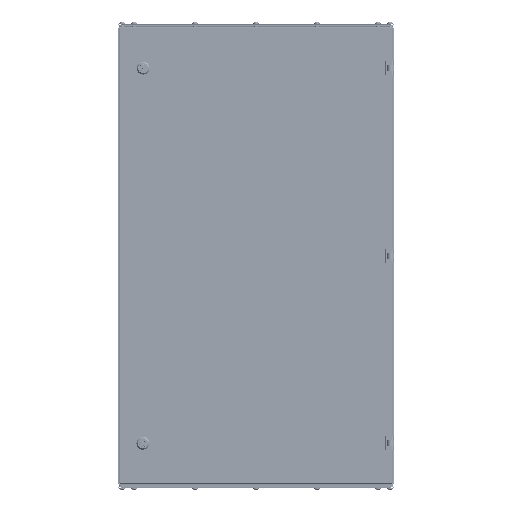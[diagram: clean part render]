
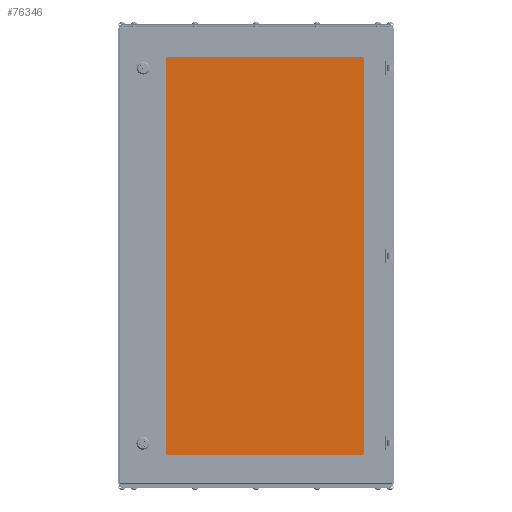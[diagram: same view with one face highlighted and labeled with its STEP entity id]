
A CAD part, top view. The second image highlights one B-rep face of the part: STEP entity #76346.
In plain terms, the highlighted planar face has unit normal (0, 0, 1).
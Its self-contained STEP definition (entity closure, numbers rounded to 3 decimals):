
#486 = VECTOR ( 'NONE', #64383, 1000. ) ;
#702 = VERTEX_POINT ( 'NONE', #23935 ) ;
#816 = ORIENTED_EDGE ( 'NONE', *, *, #45452, .T. ) ;
#5620 = AXIS2_PLACEMENT_3D ( 'NONE', #7712, #44070, #78523 ) ;
#5852 = ORIENTED_EDGE ( 'NONE', *, *, #51957, .T. ) ;
#7472 = VECTOR ( 'NONE', #30565, 1000. ) ;
#7612 = ORIENTED_EDGE ( 'NONE', *, *, #87995, .T. ) ;
#7712 = CARTESIAN_POINT ( 'NONE',  ( -217.75, 435.5, 4. ) ) ;
#8173 = DIRECTION ( 'NONE',  ( 0., 0., 1. ) ) ;
#8405 = CARTESIAN_POINT ( 'NONE',  ( -227.75, -445.5, 4. ) ) ;
#12113 = CIRCLE ( 'NONE', #42269, 10. ) ;
#13148 = CARTESIAN_POINT ( 'NONE',  ( -217.75, -445.5, 4. ) ) ;
#13834 = DIRECTION ( 'NONE',  ( -1., 0., 0. ) ) ;
#18616 = CARTESIAN_POINT ( 'NONE',  ( 0., 0., 4. ) ) ;
#20079 = DIRECTION ( 'NONE',  ( 0., 0., 1. ) ) ;
#20928 = VERTEX_POINT ( 'NONE', #13148 ) ;
#23935 = CARTESIAN_POINT ( 'NONE',  ( 217.75, 445.5, 4. ) ) ;
#24715 = VERTEX_POINT ( 'NONE', #49286 ) ;
#25269 = VERTEX_POINT ( 'NONE', #49419 ) ;
#25279 = DIRECTION ( 'NONE',  ( 0., 0., -1. ) ) ;
#28985 = AXIS2_PLACEMENT_3D ( 'NONE', #71227, #79704, #78305 ) ;
#29010 = DIRECTION ( 'NONE',  ( -1., 0., 0. ) ) ;
#30565 = DIRECTION ( 'NONE',  ( 1., 0., 0. ) ) ;
#31238 = EDGE_CURVE ( 'NONE', #702, #60382, #43137, .T. ) ;
#32247 = CARTESIAN_POINT ( 'NONE',  ( 217.75, -445.5, 4. ) ) ;
#32989 = ORIENTED_EDGE ( 'NONE', *, *, #33224, .T. ) ;
#33224 = EDGE_CURVE ( 'NONE', #80590, #702, #84801, .T. ) ;
#34745 = ORIENTED_EDGE ( 'NONE', *, *, #36691, .T. ) ;
#36061 = CARTESIAN_POINT ( 'NONE',  ( 217.75, -435.5, 4. ) ) ;
#36503 = EDGE_LOOP ( 'NONE', ( #34745, #816, #73235, #32989, #65905, #85325, #5852, #7612 ) ) ;
#36691 = EDGE_CURVE ( 'NONE', #20928, #67875, #86290, .T. ) ;
#37695 = CARTESIAN_POINT ( 'NONE',  ( 227.75, -445.5, 4. ) ) ;
#42269 = AXIS2_PLACEMENT_3D ( 'NONE', #79534, #20079, #29010 ) ;
#42779 = AXIS2_PLACEMENT_3D ( 'NONE', #36061, #8173, #13834 ) ;
#43137 = LINE ( 'NONE', #57727, #486 ) ;
#43626 = CARTESIAN_POINT ( 'NONE',  ( -227.75, -445.5, 4. ) ) ;
#44070 = DIRECTION ( 'NONE',  ( 0., 0., 1. ) ) ;
#45452 = EDGE_CURVE ( 'NONE', #67875, #75560, #65322, .T. ) ;
#47000 = PLANE ( 'NONE',  #60999 ) ;
#47834 = CIRCLE ( 'NONE', #5620, 10. ) ;
#48331 = VECTOR ( 'NONE', #51831, 1000. ) ;
#49286 = CARTESIAN_POINT ( 'NONE',  ( -227.75, 435.5, 4. ) ) ;
#49381 = VECTOR ( 'NONE', #72394, 1000. ) ;
#49419 = CARTESIAN_POINT ( 'NONE',  ( -227.75, -435.5, 4. ) ) ;
#50717 = LINE ( 'NONE', #43626, #49381 ) ;
#51831 = DIRECTION ( 'NONE',  ( 0., 1., 0. ) ) ;
#51957 = EDGE_CURVE ( 'NONE', #24715, #25269, #50717, .T. ) ;
#52327 = LINE ( 'NONE', #37695, #48331 ) ;
#57727 = CARTESIAN_POINT ( 'NONE',  ( -227.75, 445.5, 4. ) ) ;
#60382 = VERTEX_POINT ( 'NONE', #73615 ) ;
#60999 = AXIS2_PLACEMENT_3D ( 'NONE', #18616, #25279, #75731 ) ;
#64383 = DIRECTION ( 'NONE',  ( -1., 0., 0. ) ) ;
#65322 = CIRCLE ( 'NONE', #42779, 10. ) ;
#65905 = ORIENTED_EDGE ( 'NONE', *, *, #31238, .T. ) ;
#67875 = VERTEX_POINT ( 'NONE', #32247 ) ;
#71227 = CARTESIAN_POINT ( 'NONE',  ( 217.75, 435.5, 4. ) ) ;
#72394 = DIRECTION ( 'NONE',  ( 0., -1., 0. ) ) ;
#73235 = ORIENTED_EDGE ( 'NONE', *, *, #90070, .T. ) ;
#73576 = CARTESIAN_POINT ( 'NONE',  ( 227.75, 435.5, 4. ) ) ;
#73615 = CARTESIAN_POINT ( 'NONE',  ( -217.75, 445.5, 4. ) ) ;
#75057 = EDGE_CURVE ( 'NONE', #60382, #24715, #47834, .T. ) ;
#75560 = VERTEX_POINT ( 'NONE', #92389 ) ;
#75731 = DIRECTION ( 'NONE',  ( -1., 0., 0. ) ) ;
#76346 = ADVANCED_FACE ( 'NONE', ( #89971 ), #47000, .F. ) ;
#78305 = DIRECTION ( 'NONE',  ( -1., 0., 0. ) ) ;
#78523 = DIRECTION ( 'NONE',  ( -1., 0., 0. ) ) ;
#79534 = CARTESIAN_POINT ( 'NONE',  ( -217.75, -435.5, 4. ) ) ;
#79704 = DIRECTION ( 'NONE',  ( 0., 0., 1. ) ) ;
#80590 = VERTEX_POINT ( 'NONE', #73576 ) ;
#84801 = CIRCLE ( 'NONE', #28985, 10. ) ;
#85325 = ORIENTED_EDGE ( 'NONE', *, *, #75057, .T. ) ;
#86290 = LINE ( 'NONE', #8405, #7472 ) ;
#87995 = EDGE_CURVE ( 'NONE', #25269, #20928, #12113, .T. ) ;
#89971 = FACE_OUTER_BOUND ( 'NONE', #36503, .T. ) ;
#90070 = EDGE_CURVE ( 'NONE', #75560, #80590, #52327, .T. ) ;
#92389 = CARTESIAN_POINT ( 'NONE',  ( 227.75, -435.5, 4. ) ) ;
